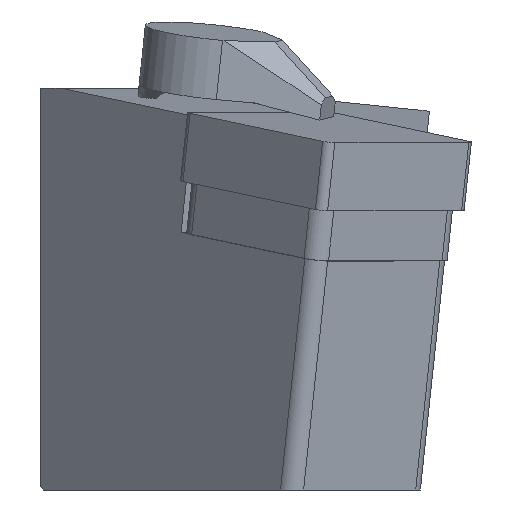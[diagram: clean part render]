
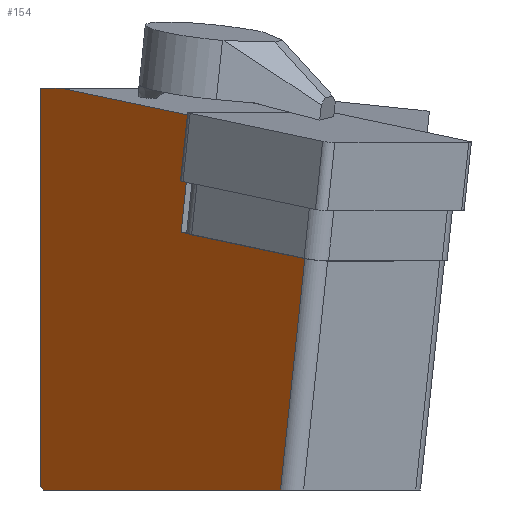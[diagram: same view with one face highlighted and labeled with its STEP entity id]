
A CAD part, left-side view. The second image highlights one B-rep face of the part: STEP entity #154.
In plain terms, the highlighted planar face has unit normal (-0.707, 0.707, 0).
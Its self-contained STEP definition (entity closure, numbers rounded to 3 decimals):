
#83=FACE_OUTER_BOUND('',#310,.T.);
#154=ADVANCED_FACE('',(#83),#225,.F.);
#225=PLANE('',#1300);
#310=EDGE_LOOP('',(#419,#420,#421,#422,#423,#424,#425,#426,#427));
#419=ORIENTED_EDGE('',*,*,#881,.F.);
#420=ORIENTED_EDGE('',*,*,#878,.F.);
#421=ORIENTED_EDGE('',*,*,#882,.F.);
#422=ORIENTED_EDGE('',*,*,#883,.F.);
#423=ORIENTED_EDGE('',*,*,#884,.T.);
#424=ORIENTED_EDGE('',*,*,#862,.T.);
#425=ORIENTED_EDGE('',*,*,#851,.T.);
#426=ORIENTED_EDGE('',*,*,#885,.T.);
#427=ORIENTED_EDGE('',*,*,#846,.F.);
#729=VERTEX_POINT('',#1736);
#735=VERTEX_POINT('',#1748);
#739=VERTEX_POINT('',#1757);
#740=VERTEX_POINT('',#1759);
#751=VERTEX_POINT('',#1784);
#760=VERTEX_POINT('',#1805);
#765=VERTEX_POINT('',#1815);
#766=VERTEX_POINT('',#1823);
#767=VERTEX_POINT('',#1825);
#846=EDGE_CURVE('',#735,#729,#1023,.T.);
#851=EDGE_CURVE('',#739,#740,#1025,.T.);
#862=EDGE_CURVE('',#751,#739,#1032,.T.);
#878=EDGE_CURVE('',#765,#760,#1045,.T.);
#881=EDGE_CURVE('',#760,#735,#1048,.T.);
#882=EDGE_CURVE('',#766,#765,#1049,.T.);
#883=EDGE_CURVE('',#767,#766,#1050,.T.);
#884=EDGE_CURVE('',#767,#751,#1051,.T.);
#885=EDGE_CURVE('',#740,#729,#1052,.T.);
#1023=LINE('',#1749,#1156);
#1025=LINE('',#1760,#1158);
#1032=LINE('',#1783,#1165);
#1045=LINE('',#1816,#1178);
#1048=LINE('',#1821,#1181);
#1049=LINE('',#1822,#1182);
#1050=LINE('',#1824,#1183);
#1051=LINE('',#1826,#1184);
#1052=LINE('',#1827,#1185);
#1156=VECTOR('',#1397,1.);
#1158=VECTOR('',#1407,1.);
#1165=VECTOR('',#1426,1.);
#1178=VECTOR('',#1449,1.);
#1181=VECTOR('',#1456,1.);
#1182=VECTOR('',#1457,1.);
#1183=VECTOR('',#1458,1.);
#1184=VECTOR('',#1459,1.);
#1185=VECTOR('',#1460,1.);
#1300=AXIS2_PLACEMENT_3D('',#1828,#1461,#1462);
#1397=DIRECTION('',(-0.699,-0.699,-0.147));
#1407=DIRECTION('',(0.699,0.699,0.147));
#1426=DIRECTION('',(0.699,0.699,0.147));
#1449=DIRECTION('',(-0.001,0.,1.));
#1456=DIRECTION('',(-0.707,-0.707,0.));
#1457=DIRECTION('',(0.577,0.577,0.577));
#1458=DIRECTION('',(0.707,0.707,0.));
#1459=DIRECTION('',(-0.105,-0.104,0.989));
#1460=DIRECTION('',(-0.105,-0.104,0.989));
#1461=DIRECTION('',(0.707,-0.707,0.));
#1462=DIRECTION('',(0.707,0.707,0.));
#1736=CARTESIAN_POINT('',(13.499,-14.054,2.435));
#1748=CARTESIAN_POINT('',(25.67,-1.883,5.));
#1749=CARTESIAN_POINT('',(27.552,0.,5.397));
#1757=CARTESIAN_POINT('',(14.052,-13.508,-8.379));
#1759=CARTESIAN_POINT('',(14.629,-12.931,-8.257));
#1760=CARTESIAN_POINT('',(28.682,1.124,-5.295));
#1783=CARTESIAN_POINT('',(28.682,1.124,-5.295));
#1784=CARTESIAN_POINT('',(3.23,-24.331,-10.66));
#1805=CARTESIAN_POINT('',(27.553,0.,5.));
#1815=CARTESIAN_POINT('',(27.574,0.,-31.7));
#1816=CARTESIAN_POINT('',(27.575,0.,-33.872));
#1821=CARTESIAN_POINT('',(31.691,4.138,5.));
#1822=CARTESIAN_POINT('',(10.852,-16.731,-48.431));
#1823=CARTESIAN_POINT('',(27.274,-0.3,-32.));
#1824=CARTESIAN_POINT('',(6.248,-21.326,-32.));
#1825=CARTESIAN_POINT('',(5.485,-22.088,-32.));
#1826=CARTESIAN_POINT('',(6.25,-21.328,-39.235));
#1827=CARTESIAN_POINT('',(17.649,-9.927,-36.832));
#1828=CARTESIAN_POINT('',(31.702,4.127,-33.869));
